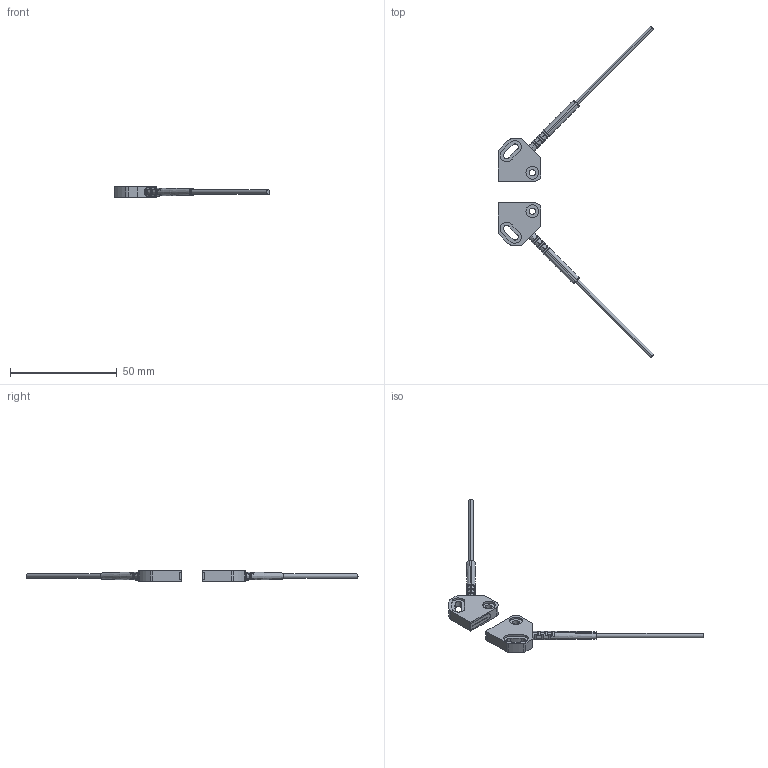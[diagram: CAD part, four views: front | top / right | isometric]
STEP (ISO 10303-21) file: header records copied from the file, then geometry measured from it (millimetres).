
FILE_DESCRIPTION((''),'2;1');
FILE_NAME('PT-A10_ASM','2022-03-01T10:55:18',('Administrator'),(''),'CREO PARAMETRIC BY PTC INC, 2021023','CREO PARAMETRIC BY PTC INC, 2021023','');
FILE_SCHEMA(('CONFIG_CONTROL_DESIGN'));
Length unit declared in the file: millimetre
Products named in the file (3): PT-A10-TAOBAO; PT-A10-HUTAO; PT-A10_ASM
Assembly tree (2 placements, depth 2):
  PT-A10_ASM
    PT-A10-TAOBAO
    PT-A10-HUTAO
Bounding box: 72.91 x 155.56 x 5 mm (x, y, z)
Volume: 1626.5 mm3; surface area: 4135.5 mm2
Topology: 3 solids, 8 shells, 406 faces, 1054 edges, 680 vertices
Faces by surface type: bspline 172, plane 118, cylinder 116
Entity records: 21198 total; most frequent: CARTESIAN_POINT 12293, ORIENTED_EDGE 2100, DIRECTION 1404, EDGE_CURVE 1050, VERTEX_POINT 680, AXIS2_PLACEMENT_3D 533, EDGE_LOOP 498, B_SPLINE_CURVE_WITH_KNOTS 420
